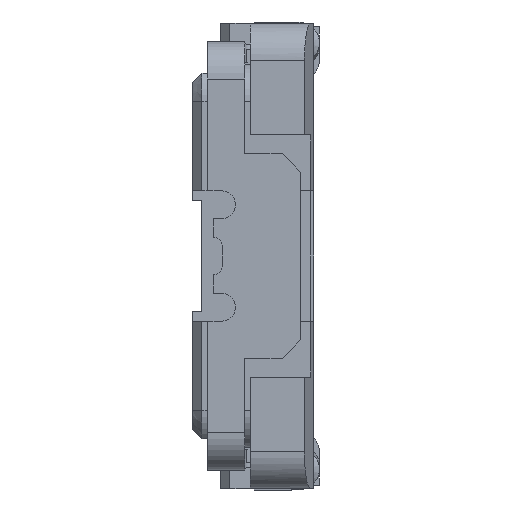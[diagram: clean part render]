
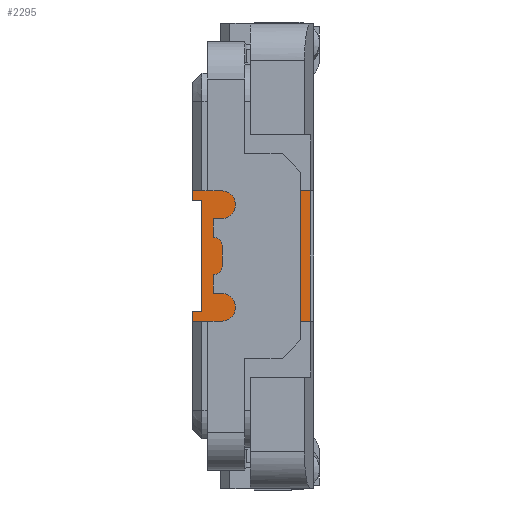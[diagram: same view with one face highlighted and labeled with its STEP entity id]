
A CAD part, left-side view. The second image highlights one B-rep face of the part: STEP entity #2295.
In plain terms, the highlighted planar face has unit normal (-1, 0, 0).
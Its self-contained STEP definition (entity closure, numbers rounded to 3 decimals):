
#2295 = ADVANCED_FACE ( 'NONE', ( #4191 ), #19252, .F. ) ;
#3538 = AXIS2_PLACEMENT_3D ( 'NONE', #19260, #19250, #19248 ) ;
#4191 = FACE_OUTER_BOUND ( 'NONE', #8964, .T. ) ;
#8964 = EDGE_LOOP ( 'NONE', ( #11107, #11105, #11103, #11100, #11098, #11096, #11095, #11093 ) ) ;
#11093 = ORIENTED_EDGE ( 'NONE', *, *, #16584, .F. ) ;
#11095 = ORIENTED_EDGE ( 'NONE', *, *, #16582, .T. ) ;
#11096 = ORIENTED_EDGE ( 'NONE', *, *, #16580, .T. ) ;
#11098 = ORIENTED_EDGE ( 'NONE', *, *, #16578, .F. ) ;
#11100 = ORIENTED_EDGE ( 'NONE', *, *, #16577, .F. ) ;
#11103 = ORIENTED_EDGE ( 'NONE', *, *, #16575, .T. ) ;
#11105 = ORIENTED_EDGE ( 'NONE', *, *, #16573, .T. ) ;
#11107 = ORIENTED_EDGE ( 'NONE', *, *, #16572, .T. ) ;
#11622 = DIRECTION ( 'NONE',  ( 0., 0., 1. ) ) ;
#11641 = CARTESIAN_POINT ( 'NONE',  ( -1.25, -0.01, 0.35 ) ) ;
#11644 = CARTESIAN_POINT ( 'NONE',  ( -1.25, -0.03, 0.35 ) ) ;
#11647 = CARTESIAN_POINT ( 'NONE',  ( -1.25, 0.62, 0.35 ) ) ;
#11649 = CARTESIAN_POINT ( 'NONE',  ( -1.25, 0.57, 0.3 ) ) ;
#11650 = DIRECTION ( 'NONE',  ( 0., 1., 0. ) ) ;
#11653 = CARTESIAN_POINT ( 'NONE',  ( -1.25, 0.57, -0.3 ) ) ;
#11655 = DIRECTION ( 'NONE',  ( 0., 0., -1. ) ) ;
#11658 = CARTESIAN_POINT ( 'NONE',  ( -1.25, 0.62, 0.35 ) ) ;
#11660 = DIRECTION ( 'NONE',  ( 0., 1., 0. ) ) ;
#11662 = CARTESIAN_POINT ( 'NONE',  ( -1.25, 0.57, -0.3 ) ) ;
#11664 = CARTESIAN_POINT ( 'NONE',  ( -1.25, -0.03, -0.35 ) ) ;
#11666 = DIRECTION ( 'NONE',  ( 0., 0., 1. ) ) ;
#11668 = DIRECTION ( 'NONE',  ( 0., 1., 0. ) ) ;
#11672 = DIRECTION ( 'NONE',  ( 0., 0., -1. ) ) ;
#11677 = DIRECTION ( 'NONE',  ( 0., 1., 0. ) ) ;
#14409 = LINE ( 'NONE', #11641, #14414 ) ;
#14412 = LINE ( 'NONE', #11647, #14418 ) ;
#14413 = LINE ( 'NONE', #11644, #14416 ) ;
#14414 = VECTOR ( 'NONE', #11622, 1000. ) ;
#14415 = LINE ( 'NONE', #11649, #14420 ) ;
#14416 = VECTOR ( 'NONE', #11650, 1000. ) ;
#14417 = LINE ( 'NONE', #11653, #14424 ) ;
#14418 = VECTOR ( 'NONE', #11655, 1000. ) ;
#14419 = LINE ( 'NONE', #11662, #14422 ) ;
#14420 = VECTOR ( 'NONE', #11660, 1000. ) ;
#14421 = LINE ( 'NONE', #11658, #14426 ) ;
#14422 = VECTOR ( 'NONE', #11666, 1000. ) ;
#14423 = LINE ( 'NONE', #11664, #14428 ) ;
#14424 = VECTOR ( 'NONE', #11668, 1000. ) ;
#14426 = VECTOR ( 'NONE', #11672, 1000. ) ;
#14428 = VECTOR ( 'NONE', #11677, 1000. ) ;
#16572 = EDGE_CURVE ( 'NONE', #20127, #20140, #14409, .T. ) ;
#16573 = EDGE_CURVE ( 'NONE', #20140, #20110, #14413, .T. ) ;
#16575 = EDGE_CURVE ( 'NONE', #20110, #20108, #14412, .T. ) ;
#16577 = EDGE_CURVE ( 'NONE', #20121, #20108, #14415, .T. ) ;
#16578 = EDGE_CURVE ( 'NONE', #20114, #20121, #14419, .T. ) ;
#16580 = EDGE_CURVE ( 'NONE', #20114, #20104, #14417, .T. ) ;
#16582 = EDGE_CURVE ( 'NONE', #20104, #20102, #14421, .T. ) ;
#16584 = EDGE_CURVE ( 'NONE', #20127, #20102, #14423, .T. ) ;
#18060 = CARTESIAN_POINT ( 'NONE',  ( -1.25, 0.62, -0.35 ) ) ;
#18061 = CARTESIAN_POINT ( 'NONE',  ( -1.25, 0.62, -0.3 ) ) ;
#18064 = CARTESIAN_POINT ( 'NONE',  ( -1.25, 0.62, 0.3 ) ) ;
#18065 = CARTESIAN_POINT ( 'NONE',  ( -1.25, 0.62, 0.35 ) ) ;
#18067 = CARTESIAN_POINT ( 'NONE',  ( -1.25, 0.57, -0.3 ) ) ;
#18072 = CARTESIAN_POINT ( 'NONE',  ( -1.25, 0.57, 0.3 ) ) ;
#18076 = CARTESIAN_POINT ( 'NONE',  ( -1.25, -0.01, -0.35 ) ) ;
#18084 = CARTESIAN_POINT ( 'NONE',  ( -1.25, -0.01, 0.35 ) ) ;
#19248 = DIRECTION ( 'NONE',  ( 0., 1., 0. ) ) ;
#19250 = DIRECTION ( 'NONE',  ( 1., 0., 0. ) ) ;
#19252 = PLANE ( 'NONE',  #3538 ) ;
#19260 = CARTESIAN_POINT ( 'NONE',  ( -1.25, -0.03, 0.35 ) ) ;
#20102 = VERTEX_POINT ( 'NONE', #18060 ) ;
#20104 = VERTEX_POINT ( 'NONE', #18061 ) ;
#20108 = VERTEX_POINT ( 'NONE', #18064 ) ;
#20110 = VERTEX_POINT ( 'NONE', #18065 ) ;
#20114 = VERTEX_POINT ( 'NONE', #18067 ) ;
#20121 = VERTEX_POINT ( 'NONE', #18072 ) ;
#20127 = VERTEX_POINT ( 'NONE', #18076 ) ;
#20140 = VERTEX_POINT ( 'NONE', #18084 ) ;
